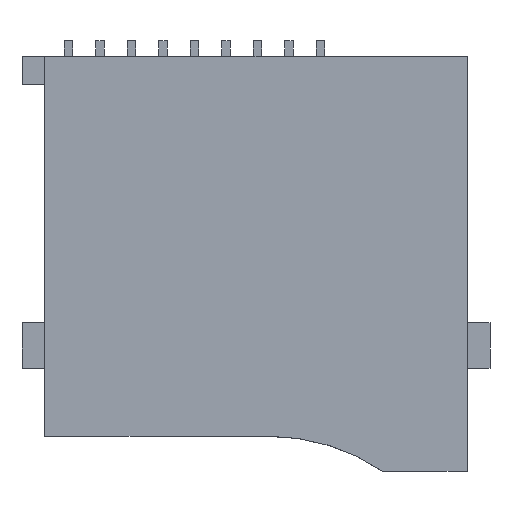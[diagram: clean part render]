
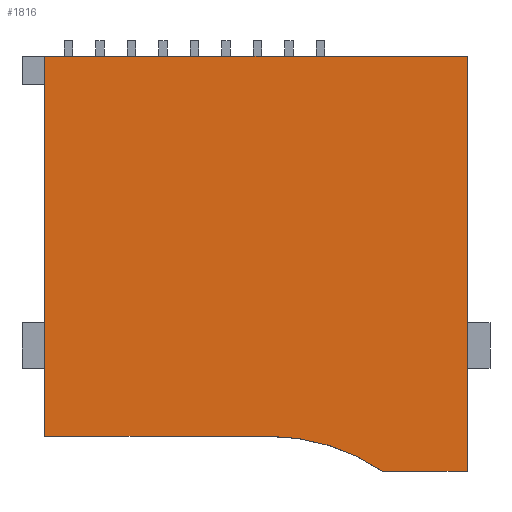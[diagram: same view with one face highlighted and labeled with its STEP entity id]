
A CAD part, top view. The second image highlights one B-rep face of the part: STEP entity #1816.
In plain terms, the highlighted planar face has unit normal (0, 0, 1).
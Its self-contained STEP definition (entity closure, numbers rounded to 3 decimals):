
#32 = PLANE('',#33);
#33 = AXIS2_PLACEMENT_3D('',#34,#35,#36);
#34 = CARTESIAN_POINT('',(14.75,0.,0.));
#35 = DIRECTION('',(1.,0.,0.));
#36 = DIRECTION('',(0.,-1.,0.));
#57 = VERTEX_POINT('',#58);
#58 = CARTESIAN_POINT('',(14.75,0.,2.));
#72 = PLANE('',#73);
#73 = AXIS2_PLACEMENT_3D('',#74,#75,#76);
#74 = CARTESIAN_POINT('',(6.975,0.,0.936));
#75 = DIRECTION('',(0.,1.,0.));
#76 = DIRECTION('',(0.,0.,1.));
#84 = EDGE_CURVE('',#57,#85,#87,.T.);
#85 = VERTEX_POINT('',#86);
#86 = CARTESIAN_POINT('',(14.75,-14.5,2.));
#87 = SURFACE_CURVE('',#88,(#92,#99),.PCURVE_S1.);
#88 = LINE('',#89,#90);
#89 = CARTESIAN_POINT('',(14.75,0.,2.));
#90 = VECTOR('',#91,1.);
#91 = DIRECTION('',(0.,-1.,0.));
#92 = PCURVE('',#32,#93);
#93 = DEFINITIONAL_REPRESENTATION('',(#94),#98);
#94 = LINE('',#95,#96);
#95 = CARTESIAN_POINT('',(0.,-2.));
#96 = VECTOR('',#97,1.);
#97 = DIRECTION('',(1.,0.));
#98 = ( GEOMETRIC_REPRESENTATION_CONTEXT(2) 
PARAMETRIC_REPRESENTATION_CONTEXT() REPRESENTATION_CONTEXT('2D SPACE',''
  ) );
#99 = PCURVE('',#100,#105);
#100 = PLANE('',#101);
#101 = AXIS2_PLACEMENT_3D('',#102,#103,#104);
#102 = CARTESIAN_POINT('',(7.546,-6.914,2.));
#103 = DIRECTION('',(0.,0.,1.));
#104 = DIRECTION('',(1.,0.,0.));
#105 = DEFINITIONAL_REPRESENTATION('',(#106),#110);
#106 = LINE('',#107,#108);
#107 = CARTESIAN_POINT('',(7.204,6.914));
#108 = VECTOR('',#109,1.);
#109 = DIRECTION('',(0.,-1.));
#110 = ( GEOMETRIC_REPRESENTATION_CONTEXT(2) 
PARAMETRIC_REPRESENTATION_CONTEXT() REPRESENTATION_CONTEXT('2D SPACE',''
  ) );
#128 = PLANE('',#129);
#129 = AXIS2_PLACEMENT_3D('',#130,#131,#132);
#130 = CARTESIAN_POINT('',(14.75,-14.5,0.));
#131 = DIRECTION('',(0.,-1.,0.));
#132 = DIRECTION('',(-1.,0.,0.));
#1352 = CYLINDRICAL_SURFACE('',#1353,7.143);
#1353 = AXIS2_PLACEMENT_3D('',#1354,#1355,#1356);
#1354 = CARTESIAN_POINT('',(7.8,-20.418,0.));
#1355 = DIRECTION('',(-0.,-0.,-1.));
#1356 = DIRECTION('',(1.,0.,0.));
#1380 = PLANE('',#1381);
#1381 = AXIS2_PLACEMENT_3D('',#1382,#1383,#1384);
#1382 = CARTESIAN_POINT('',(0.,-13.275,0.));
#1383 = DIRECTION('',(0.,1.,0.));
#1384 = DIRECTION('',(1.,0.,0.));
#1408 = PLANE('',#1409);
#1409 = AXIS2_PLACEMENT_3D('',#1410,#1411,#1412);
#1410 = CARTESIAN_POINT('',(0.,0.,0.));
#1411 = DIRECTION('',(1.,0.,0.));
#1412 = DIRECTION('',(0.,-1.,0.));
#1772 = EDGE_CURVE('',#85,#1773,#1775,.T.);
#1773 = VERTEX_POINT('',#1774);
#1774 = CARTESIAN_POINT('',(11.8,-14.5,2.));
#1775 = SURFACE_CURVE('',#1776,(#1780,#1787),.PCURVE_S1.);
#1776 = LINE('',#1777,#1778);
#1777 = CARTESIAN_POINT('',(14.75,-14.5,2.));
#1778 = VECTOR('',#1779,1.);
#1779 = DIRECTION('',(-1.,0.,0.));
#1780 = PCURVE('',#128,#1781);
#1781 = DEFINITIONAL_REPRESENTATION('',(#1782),#1786);
#1782 = LINE('',#1783,#1784);
#1783 = CARTESIAN_POINT('',(0.,-2.));
#1784 = VECTOR('',#1785,1.);
#1785 = DIRECTION('',(1.,0.));
#1786 = ( GEOMETRIC_REPRESENTATION_CONTEXT(2) 
PARAMETRIC_REPRESENTATION_CONTEXT() REPRESENTATION_CONTEXT('2D SPACE',''
  ) );
#1787 = PCURVE('',#100,#1788);
#1788 = DEFINITIONAL_REPRESENTATION('',(#1789),#1793);
#1789 = LINE('',#1790,#1791);
#1790 = CARTESIAN_POINT('',(7.204,-7.586));
#1791 = VECTOR('',#1792,1.);
#1792 = DIRECTION('',(-1.,0.));
#1793 = ( GEOMETRIC_REPRESENTATION_CONTEXT(2) 
PARAMETRIC_REPRESENTATION_CONTEXT() REPRESENTATION_CONTEXT('2D SPACE',''
  ) );
#1816 = ADVANCED_FACE('',(#1817),#100,.T.);
#1817 = FACE_BOUND('',#1818,.F.);
#1818 = EDGE_LOOP('',(#1819,#1842,#1843,#1844,#1868,#1891));
#1819 = ORIENTED_EDGE('',*,*,#1820,.T.);
#1820 = EDGE_CURVE('',#1821,#57,#1823,.T.);
#1821 = VERTEX_POINT('',#1822);
#1822 = CARTESIAN_POINT('',(0.,0.,2.));
#1823 = SURFACE_CURVE('',#1824,(#1828,#1835),.PCURVE_S1.);
#1824 = LINE('',#1825,#1826);
#1825 = CARTESIAN_POINT('',(0.,0.,2.));
#1826 = VECTOR('',#1827,1.);
#1827 = DIRECTION('',(1.,0.,0.));
#1828 = PCURVE('',#100,#1829);
#1829 = DEFINITIONAL_REPRESENTATION('',(#1830),#1834);
#1830 = LINE('',#1831,#1832);
#1831 = CARTESIAN_POINT('',(-7.546,6.914));
#1832 = VECTOR('',#1833,1.);
#1833 = DIRECTION('',(1.,0.));
#1834 = ( GEOMETRIC_REPRESENTATION_CONTEXT(2) 
PARAMETRIC_REPRESENTATION_CONTEXT() REPRESENTATION_CONTEXT('2D SPACE',''
  ) );
#1835 = PCURVE('',#72,#1836);
#1836 = DEFINITIONAL_REPRESENTATION('',(#1837),#1841);
#1837 = LINE('',#1838,#1839);
#1838 = CARTESIAN_POINT('',(1.064,-6.975));
#1839 = VECTOR('',#1840,1.);
#1840 = DIRECTION('',(0.,1.));
#1841 = ( GEOMETRIC_REPRESENTATION_CONTEXT(2) 
PARAMETRIC_REPRESENTATION_CONTEXT() REPRESENTATION_CONTEXT('2D SPACE',''
  ) );
#1842 = ORIENTED_EDGE('',*,*,#84,.T.);
#1843 = ORIENTED_EDGE('',*,*,#1772,.T.);
#1844 = ORIENTED_EDGE('',*,*,#1845,.T.);
#1845 = EDGE_CURVE('',#1773,#1846,#1848,.T.);
#1846 = VERTEX_POINT('',#1847);
#1847 = CARTESIAN_POINT('',(7.8,-13.275,2.));
#1848 = SURFACE_CURVE('',#1849,(#1854,#1861),.PCURVE_S1.);
#1849 = CIRCLE('',#1850,7.143);
#1850 = AXIS2_PLACEMENT_3D('',#1851,#1852,#1853);
#1851 = CARTESIAN_POINT('',(7.8,-20.418,2.));
#1852 = DIRECTION('',(0.,0.,1.));
#1853 = DIRECTION('',(1.,0.,0.));
#1854 = PCURVE('',#100,#1855);
#1855 = DEFINITIONAL_REPRESENTATION('',(#1856),#1860);
#1856 = CIRCLE('',#1857,7.143);
#1857 = AXIS2_PLACEMENT_2D('',#1858,#1859);
#1858 = CARTESIAN_POINT('',(0.254,-13.504));
#1859 = DIRECTION('',(1.,0.));
#1860 = ( GEOMETRIC_REPRESENTATION_CONTEXT(2) 
PARAMETRIC_REPRESENTATION_CONTEXT() REPRESENTATION_CONTEXT('2D SPACE',''
  ) );
#1861 = PCURVE('',#1352,#1862);
#1862 = DEFINITIONAL_REPRESENTATION('',(#1863),#1867);
#1863 = LINE('',#1864,#1865);
#1864 = CARTESIAN_POINT('',(-0.,-2.));
#1865 = VECTOR('',#1866,1.);
#1866 = DIRECTION('',(-1.,0.));
#1867 = ( GEOMETRIC_REPRESENTATION_CONTEXT(2) 
PARAMETRIC_REPRESENTATION_CONTEXT() REPRESENTATION_CONTEXT('2D SPACE',''
  ) );
#1868 = ORIENTED_EDGE('',*,*,#1869,.F.);
#1869 = EDGE_CURVE('',#1870,#1846,#1872,.T.);
#1870 = VERTEX_POINT('',#1871);
#1871 = CARTESIAN_POINT('',(0.,-13.275,2.));
#1872 = SURFACE_CURVE('',#1873,(#1877,#1884),.PCURVE_S1.);
#1873 = LINE('',#1874,#1875);
#1874 = CARTESIAN_POINT('',(0.,-13.275,2.));
#1875 = VECTOR('',#1876,1.);
#1876 = DIRECTION('',(1.,0.,0.));
#1877 = PCURVE('',#100,#1878);
#1878 = DEFINITIONAL_REPRESENTATION('',(#1879),#1883);
#1879 = LINE('',#1880,#1881);
#1880 = CARTESIAN_POINT('',(-7.546,-6.361));
#1881 = VECTOR('',#1882,1.);
#1882 = DIRECTION('',(1.,0.));
#1883 = ( GEOMETRIC_REPRESENTATION_CONTEXT(2) 
PARAMETRIC_REPRESENTATION_CONTEXT() REPRESENTATION_CONTEXT('2D SPACE',''
  ) );
#1884 = PCURVE('',#1380,#1885);
#1885 = DEFINITIONAL_REPRESENTATION('',(#1886),#1890);
#1886 = LINE('',#1887,#1888);
#1887 = CARTESIAN_POINT('',(0.,-2.));
#1888 = VECTOR('',#1889,1.);
#1889 = DIRECTION('',(1.,0.));
#1890 = ( GEOMETRIC_REPRESENTATION_CONTEXT(2) 
PARAMETRIC_REPRESENTATION_CONTEXT() REPRESENTATION_CONTEXT('2D SPACE',''
  ) );
#1891 = ORIENTED_EDGE('',*,*,#1892,.F.);
#1892 = EDGE_CURVE('',#1821,#1870,#1893,.T.);
#1893 = SURFACE_CURVE('',#1894,(#1898,#1905),.PCURVE_S1.);
#1894 = LINE('',#1895,#1896);
#1895 = CARTESIAN_POINT('',(0.,0.,2.));
#1896 = VECTOR('',#1897,1.);
#1897 = DIRECTION('',(0.,-1.,0.));
#1898 = PCURVE('',#100,#1899);
#1899 = DEFINITIONAL_REPRESENTATION('',(#1900),#1904);
#1900 = LINE('',#1901,#1902);
#1901 = CARTESIAN_POINT('',(-7.546,6.914));
#1902 = VECTOR('',#1903,1.);
#1903 = DIRECTION('',(0.,-1.));
#1904 = ( GEOMETRIC_REPRESENTATION_CONTEXT(2) 
PARAMETRIC_REPRESENTATION_CONTEXT() REPRESENTATION_CONTEXT('2D SPACE',''
  ) );
#1905 = PCURVE('',#1408,#1906);
#1906 = DEFINITIONAL_REPRESENTATION('',(#1907),#1911);
#1907 = LINE('',#1908,#1909);
#1908 = CARTESIAN_POINT('',(0.,-2.));
#1909 = VECTOR('',#1910,1.);
#1910 = DIRECTION('',(1.,0.));
#1911 = ( GEOMETRIC_REPRESENTATION_CONTEXT(2) 
PARAMETRIC_REPRESENTATION_CONTEXT() REPRESENTATION_CONTEXT('2D SPACE',''
  ) );
